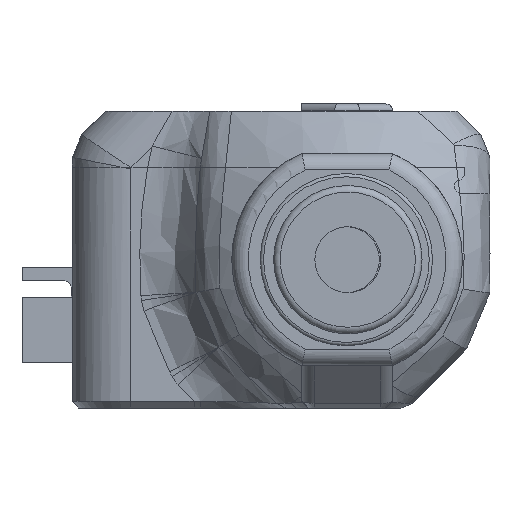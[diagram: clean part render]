
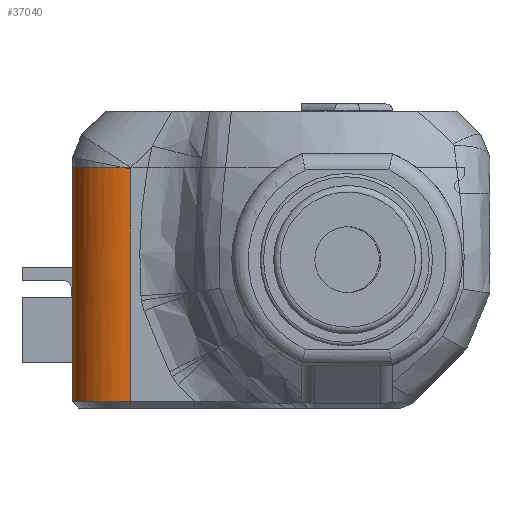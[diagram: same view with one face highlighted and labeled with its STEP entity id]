
A CAD part, front view. The second image highlights one B-rep face of the part: STEP entity #37040.
In plain terms, the highlighted cylindrical face has radius 3.5 mm (diameter 7 mm), a partial arc.
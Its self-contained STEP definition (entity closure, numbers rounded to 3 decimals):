
#1004=ELLIPSE('',#39567,3.569,3.5);
#4468=CYLINDRICAL_SURFACE('',#39566,3.5);
#6155=FACE_OUTER_BOUND('',#8291,.T.);
#8291=EDGE_LOOP('',(#33260,#33261,#33262,#33263,#33264));
#11466=LINE('',#63249,#14837);
#11581=LINE('',#64353,#14952);
#14837=VECTOR('',#46687,10.);
#14952=VECTOR('',#46954,10.);
#15817=CIRCLE('',#39455,3.5);
#15856=CIRCLE('',#39550,3.5);
#18679=VERTEX_POINT('',#63010);
#18680=VERTEX_POINT('',#63012);
#18763=VERTEX_POINT('',#63247);
#18854=VERTEX_POINT('',#63841);
#18884=VERTEX_POINT('',#64352);
#23503=EDGE_CURVE('',#18680,#18679,#15817,.T.);
#23606=EDGE_CURVE('',#18679,#18763,#11466,.T.);
#23739=EDGE_CURVE('',#18854,#18763,#15856,.T.);
#23799=EDGE_CURVE('',#18854,#18884,#11581,.T.);
#23800=EDGE_CURVE('',#18884,#18680,#1004,.T.);
#33260=ORIENTED_EDGE('',*,*,#23739,.F.);
#33261=ORIENTED_EDGE('',*,*,#23799,.T.);
#33262=ORIENTED_EDGE('',*,*,#23800,.T.);
#33263=ORIENTED_EDGE('',*,*,#23503,.T.);
#33264=ORIENTED_EDGE('',*,*,#23606,.T.);
#37040=ADVANCED_FACE('',(#6155),#4468,.T.);
#39455=AXIS2_PLACEMENT_3D('',#63013,#46540,#46541);
#39550=AXIS2_PLACEMENT_3D('',#63843,#46897,#46898);
#39566=AXIS2_PLACEMENT_3D('',#64351,#46952,#46953);
#39567=AXIS2_PLACEMENT_3D('',#64354,#46955,#46956);
#46540=DIRECTION('center_axis',(0.,0.,-1.));
#46541=DIRECTION('ref_axis',(-0.707,-0.707,0.));
#46687=DIRECTION('',(0.,0.,-1.));
#46897=DIRECTION('center_axis',(0.,0.,-1.));
#46898=DIRECTION('ref_axis',(-0.707,-0.707,0.));
#46952=DIRECTION('center_axis',(0.,0.,-1.));
#46953=DIRECTION('ref_axis',(-0.707,-0.707,0.));
#46954=DIRECTION('',(0.,0.,1.));
#46955=DIRECTION('center_axis',(-0.195,0.,
-0.981));
#46956=DIRECTION('ref_axis',(-0.981,0.,0.195));
#63010=CARTESIAN_POINT('',(-16.656,2.572,5.6));
#63012=CARTESIAN_POINT('',(-13.642,-0.894,5.6));
#63013=CARTESIAN_POINT('Origin',(-13.156,2.572,5.6));
#63247=CARTESIAN_POINT('',(-16.656,2.572,-8.6));
#63249=CARTESIAN_POINT('',(-16.656,2.572,-4.5));
#63841=CARTESIAN_POINT('',(-13.156,-0.928,-8.6));
#63843=CARTESIAN_POINT('Origin',(-13.156,2.572,-8.6));
#64351=CARTESIAN_POINT('Origin',(-13.156,2.572,-4.5));
#64352=CARTESIAN_POINT('',(-13.156,-0.928,5.504));
#64353=CARTESIAN_POINT('',(-13.156,-0.928,-4.5));
#64354=CARTESIAN_POINT('Origin',(-13.156,2.572,5.504));
